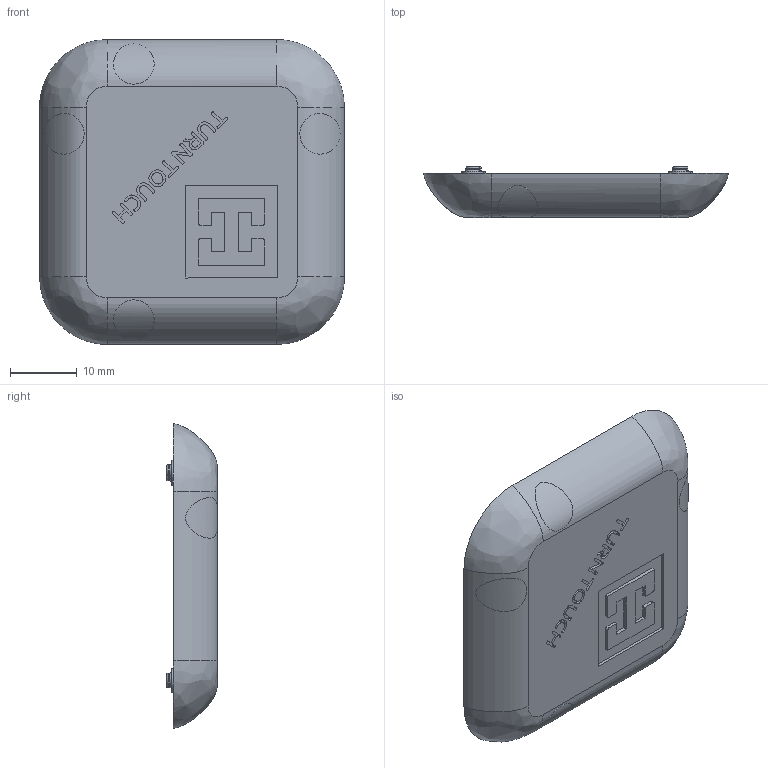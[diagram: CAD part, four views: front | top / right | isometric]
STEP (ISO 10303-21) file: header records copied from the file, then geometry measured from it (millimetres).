
FILE_DESCRIPTION(/* description */ (''),/* implementation_level */ '2;1');
FILE_NAME(/* name */ 'Remote Bottom.stp',/* time_stamp */ '2015-10-15T10:35:08-07:00',/* author */ ('Sam Clay'),/* organization */ (''),/* preprocessor_version */ 'ST-DEVELOPER v16.1',/* originating_system */ 'Autodesk Inventor 2016',/* authorisation */ '');
FILE_SCHEMA (('AUTOMOTIVE_DESIGN { 1 0 10303 214 3 1 1 }'));
Length unit declared in the file: inch
Products named in the file (1): Remote Bottom
Bounding box: 45.69 x 7.62 x 45.69 mm (x, y, z)
Volume: 4041.9 mm3; surface area: 6570.3 mm2
Topology: 9 solids, 9 shells, 805 faces, 2078 edges, 1324 vertices
Faces by surface type: plane 325, bspline 294, cylinder 114, sphere 40, torus 24, cone 8
Full cylindrical faces by diameter (mm): 1.981 x4, 3.175 x4
Entity records: 32499 total; most frequent: CARTESIAN_POINT 15327, ORIENTED_EDGE 4066, DIRECTION 2565, EDGE_CURVE 2033, VERTEX_POINT 1316, LINE 965, VECTOR 965, EDGE_LOOP 873
